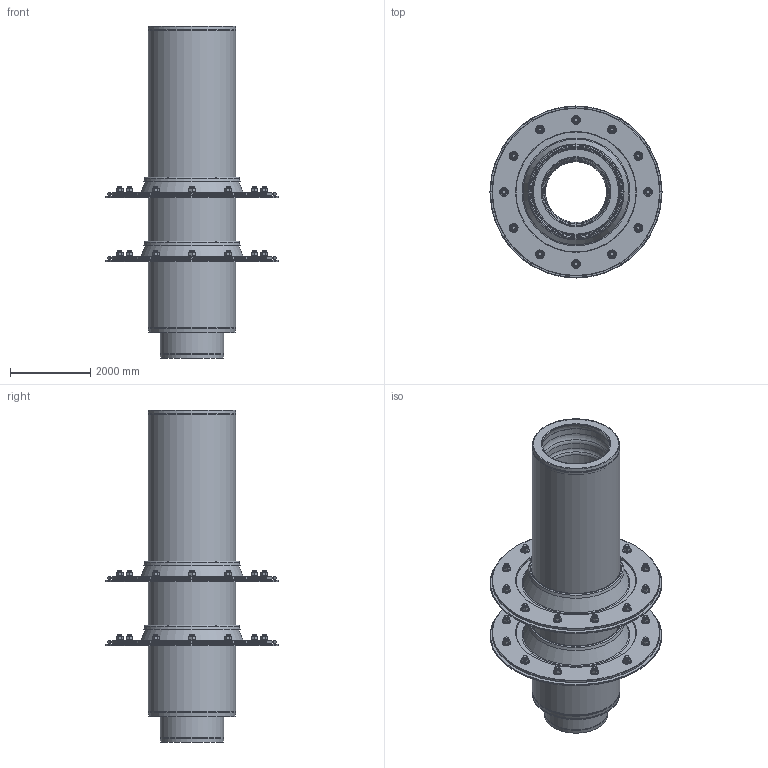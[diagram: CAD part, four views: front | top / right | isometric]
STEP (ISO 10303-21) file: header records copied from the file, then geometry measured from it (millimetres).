
FILE_DESCRIPTION(/* description */ (''),/* implementation_level */ '2;1');
FILE_NAME(/* name */ '21821.150X_3D.stp',/* time_stamp */ '2024-12-12T08:45:45+01:00',/* author */ ('CAD'),/* organization */ (''),/* preprocessor_version */ 'ST-DEVELOPER v20',/* originating_system */ 'AutoCAD Mechanical',/* authorisation */ '');
FILE_SCHEMA (('AUTOMOTIVE_DESIGN { 1 0 10303 214 3 1 1 }'));
Length unit declared in the file: centimetre
Products named in the file (2): Product; *S0
Assembly tree (1 placements, depth 2):
  Product
    *S0
Bounding box: 4300 x 4300 x 8299.99 mm (x, y, z)
Volume: 16393613762.6 mm3; surface area: 390110245.7 mm2
Topology: 59 solids, 59 shells, 1260 faces, 2633 edges, 1496 vertices
Faces by surface type: cone 862, plane 267, cylinder 74, torus 57
Full cylindrical faces by diameter (mm): 83.76 x24, 140 x24, 1540 x1, 1590 x3, 1640 x1, 1690 x2, 1760 x1, 1810 x3, 2038 x1, 2150 x4, 2190 x4, 3000 x2, 4200 x2, 4300 x2
Entity records: 34559 total; most frequent: CARTESIAN_POINT 7624, DIRECTION 5944, ORIENTED_EDGE 5266, EDGE_CURVE 2633, AXIS2_PLACEMENT_3D 2504, VERTEX_POINT 1496, EDGE_LOOP 1383, FACE_OUTER_BOUND 1260
